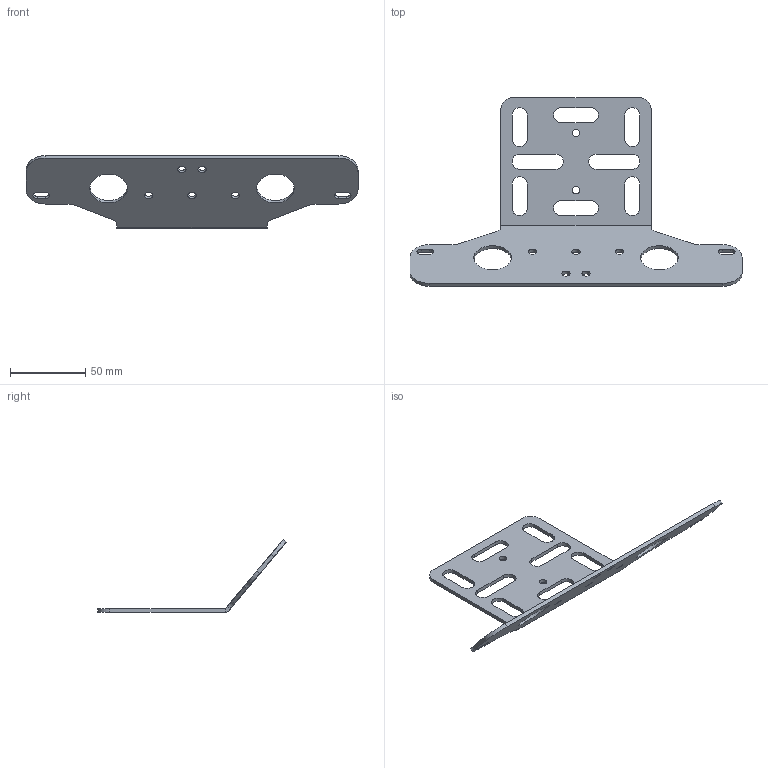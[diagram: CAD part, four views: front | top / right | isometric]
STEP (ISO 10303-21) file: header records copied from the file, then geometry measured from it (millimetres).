
FILE_DESCRIPTION(/* description */ (''),/* implementation_level */ '2;1');
FILE_NAME(/* name */ 'Universal Panel Bracket Rev 6b BENT STEP.step',/* time_stamp */ '2018-04-16T14:04:47-04:00',/* author */ ('voltaic-engineering'),/* organization */ (''),/* preprocessor_version */ 'ST-DEVELOPER v16.13',/* originating_system */ 'Autodesk Translation Framework v6.5.0.72',/* authorisation */ '');
FILE_SCHEMA (('AUTOMOTIVE_DESIGN { 1 0 10303 214 3 1 1 }'));
Length unit declared in the file: millimetre
Products named in the file (3): MPB Rev 6; Top Mounting; Panel Frame
Assembly tree (2 placements, depth 2):
  MPB Rev 6
    Top Mounting
    Panel Frame
Bounding box: 221 x 125.48 x 48.46 mm (x, y, z)
Volume: 40851.1 mm3; surface area: 37100.9 mm2
Topology: 2 solids, 2 shells, 78 faces, 222 edges, 148 vertices
Faces by surface type: cylinder 40, plane 38
Full cylindrical faces by diameter (mm): 5 x2, 5.5 x5, 25 x2
Entity records: 2727 total; most frequent: DIRECTION 468, CARTESIAN_POINT 453, ORIENTED_EDGE 444, EDGE_CURVE 222, AXIS2_PLACEMENT_3D 163, VERTEX_POINT 148, LINE 142, VECTOR 142
